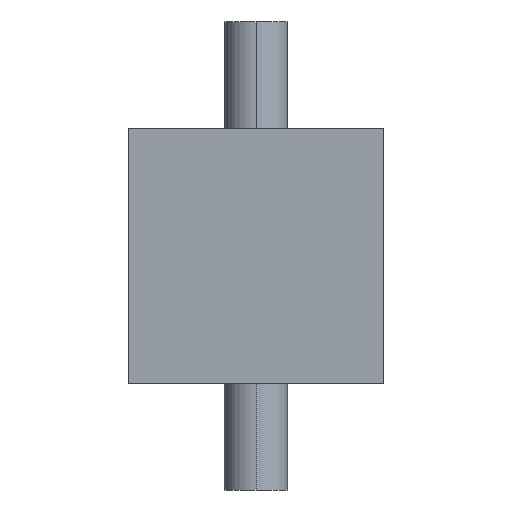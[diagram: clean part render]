
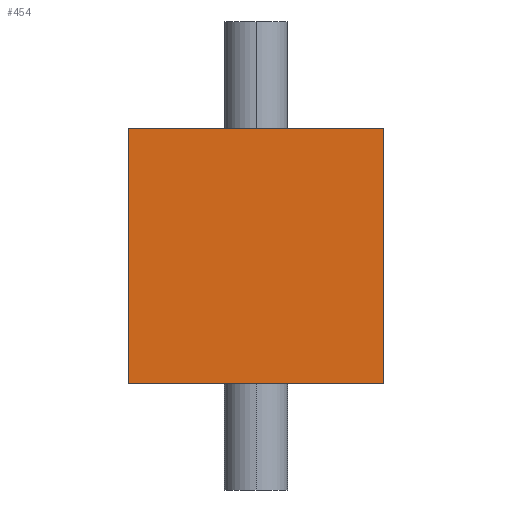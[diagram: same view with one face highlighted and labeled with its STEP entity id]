
A CAD part, left-side view. The second image highlights one B-rep face of the part: STEP entity #454.
In plain terms, the highlighted planar face has unit normal (-1, 0, 0).
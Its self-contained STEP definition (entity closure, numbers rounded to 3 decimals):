
#2 = DIRECTION ( 'NONE',  ( 0., 0., 1. ) ) ;
#8 = CARTESIAN_POINT ( 'NONE',  ( -100., 6., -6. ) ) ;
#16 = EDGE_LOOP ( 'NONE', ( #59, #256, #232, #257 ) ) ;
#17 = CARTESIAN_POINT ( 'NONE',  ( -100., -6., 6. ) ) ;
#18 = DIRECTION ( 'NONE',  ( 0., 0., -1. ) ) ;
#19 = DIRECTION ( 'NONE',  ( 1., 0., 0. ) ) ;
#20 = PLANE ( 'NONE',  #482 ) ;
#23 = CARTESIAN_POINT ( 'NONE',  ( -100., 0., 0. ) ) ;
#38 = VERTEX_POINT ( 'NONE', #348 ) ;
#59 = ORIENTED_EDGE ( 'NONE', *, *, #509, .F. ) ;
#62 = DIRECTION ( 'NONE',  ( 0., 0., -1. ) ) ;
#76 = CARTESIAN_POINT ( 'NONE',  ( -100., -6., -6. ) ) ;
#81 = LINE ( 'NONE', #76, #99 ) ;
#99 = VECTOR ( 'NONE', #62, 1000. ) ;
#204 = CARTESIAN_POINT ( 'NONE',  ( -100., -6., 6. ) ) ;
#208 = DIRECTION ( 'NONE',  ( 0., 1., 0. ) ) ;
#210 = CARTESIAN_POINT ( 'NONE',  ( -100., -6., -6. ) ) ;
#232 = ORIENTED_EDGE ( 'NONE', *, *, #523, .F. ) ;
#246 = VERTEX_POINT ( 'NONE', #397 ) ;
#247 = VERTEX_POINT ( 'NONE', #204 ) ;
#256 = ORIENTED_EDGE ( 'NONE', *, *, #513, .F. ) ;
#257 = ORIENTED_EDGE ( 'NONE', *, *, #547, .F. ) ;
#293 = VECTOR ( 'NONE', #208, 1000. ) ;
#298 = VECTOR ( 'NONE', #2, 1000. ) ;
#301 = LINE ( 'NONE', #210, #293 ) ;
#322 = FACE_OUTER_BOUND ( 'NONE', #16, .T. ) ;
#323 = DIRECTION ( 'NONE',  ( 0., -1., 0. ) ) ;
#348 = CARTESIAN_POINT ( 'NONE',  ( -100., -6., -6. ) ) ;
#360 = CARTESIAN_POINT ( 'NONE',  ( -100., 6., -6. ) ) ;
#397 = CARTESIAN_POINT ( 'NONE',  ( -100., 6., 6. ) ) ;
#402 = VECTOR ( 'NONE', #323, 1000. ) ;
#403 = LINE ( 'NONE', #8, #298 ) ;
#415 = VERTEX_POINT ( 'NONE', #360 ) ;
#442 = LINE ( 'NONE', #17, #402 ) ;
#454 = ADVANCED_FACE ( 'NONE', ( #322 ), #20, .F. ) ;
#482 = AXIS2_PLACEMENT_3D ( 'NONE', #23, #19, #18 ) ;
#509 = EDGE_CURVE ( 'NONE', #246, #247, #442, .T. ) ;
#513 = EDGE_CURVE ( 'NONE', #415, #246, #403, .T. ) ;
#523 = EDGE_CURVE ( 'NONE', #38, #415, #301, .T. ) ;
#547 = EDGE_CURVE ( 'NONE', #247, #38, #81, .T. ) ;
